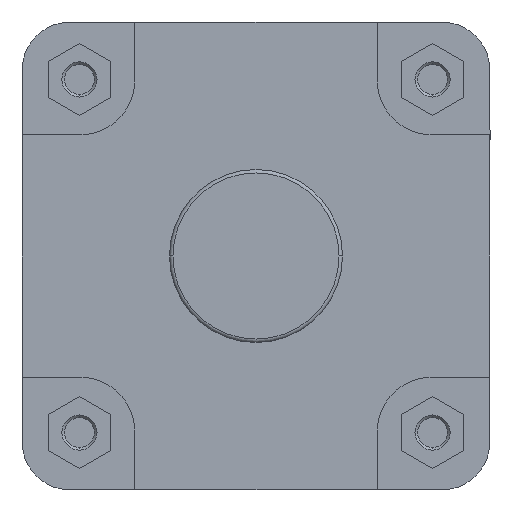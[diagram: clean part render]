
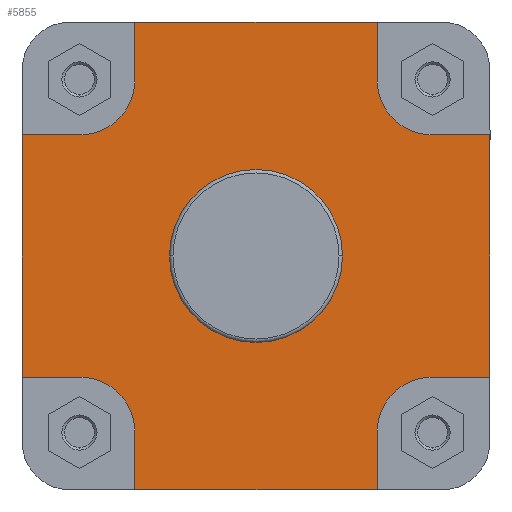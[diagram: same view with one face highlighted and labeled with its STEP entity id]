
A CAD part, left-side view. The second image highlights one B-rep face of the part: STEP entity #5855.
In plain terms, the highlighted planar face has unit normal (-1, 0, 0).
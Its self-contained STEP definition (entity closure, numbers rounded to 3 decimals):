
#299 = CARTESIAN_POINT ( 'NONE',  ( 14., 101., 70. ) ) ;
#300 = CARTESIAN_POINT ( 'NONE',  ( 14., -70., -101. ) ) ;
#309 = CARTESIAN_POINT ( 'NONE',  ( 14., 70., 135. ) ) ;
#311 = CARTESIAN_POINT ( 'NONE',  ( 14., 135., -70. ) ) ;
#321 = CARTESIAN_POINT ( 'NONE',  ( 14., -101., -70. ) ) ;
#322 = CARTESIAN_POINT ( 'NONE',  ( 14., 70., -101. ) ) ;
#323 = CARTESIAN_POINT ( 'NONE',  ( 14., 101., -70. ) ) ;
#327 = CARTESIAN_POINT ( 'NONE',  ( 14., -70., 101. ) ) ;
#328 = CARTESIAN_POINT ( 'NONE',  ( 14., -70., -135. ) ) ;
#336 = CARTESIAN_POINT ( 'NONE',  ( 14., -135., 70. ) ) ;
#337 = CARTESIAN_POINT ( 'NONE',  ( 14., 70., -135. ) ) ;
#338 = CARTESIAN_POINT ( 'NONE',  ( 14., 135., 70. ) ) ;
#339 = CARTESIAN_POINT ( 'NONE',  ( 14., -101., 70. ) ) ;
#345 = CARTESIAN_POINT ( 'NONE',  ( 14., -70., 135. ) ) ;
#346 = CARTESIAN_POINT ( 'NONE',  ( 14., -135., -70. ) ) ;
#357 = CARTESIAN_POINT ( 'NONE',  ( 14., 70., 101. ) ) ;
#372 = CARTESIAN_POINT ( 'NONE',  ( 14., -49.9, 0. ) ) ;
#1081 = CARTESIAN_POINT ( 'NONE',  ( 14., 49.9, 0. ) ) ;
#1082 = PLANE ( 'NONE',  #6501 ) ;
#1083 = DIRECTION ( 'NONE',  ( 1., 0., 0. ) ) ;
#1084 = DIRECTION ( 'NONE',  ( 0., 1., 0. ) ) ;
#1488 = FACE_BOUND ( 'NONE', #2766, .T. ) ;
#1491 = FACE_OUTER_BOUND ( 'NONE', #2812, .T. ) ;
#2548 = CARTESIAN_POINT ( 'NONE',  ( 14., 49.9, 0. ) ) ;
#2766 = EDGE_LOOP ( 'NONE', ( #3143, #3142 ) ) ;
#2812 = EDGE_LOOP ( 'NONE', ( #3141, #3140, #3139, #3138, #3137, #3136, #3135, #3134, #3133, #3132, #3131, #3130, #3129, #3128, #3127, #3126 ) ) ;
#3126 = ORIENTED_EDGE ( 'NONE', *, *, #4163, .F. ) ;
#3127 = ORIENTED_EDGE ( 'NONE', *, *, #4177, .F. ) ;
#3128 = ORIENTED_EDGE ( 'NONE', *, *, #4313, .F. ) ;
#3129 = ORIENTED_EDGE ( 'NONE', *, *, #4228, .F. ) ;
#3130 = ORIENTED_EDGE ( 'NONE', *, *, #4162, .F. ) ;
#3131 = ORIENTED_EDGE ( 'NONE', *, *, #4155, .F. ) ;
#3132 = ORIENTED_EDGE ( 'NONE', *, *, #4365, .F. ) ;
#3133 = ORIENTED_EDGE ( 'NONE', *, *, #4373, .F. ) ;
#3134 = ORIENTED_EDGE ( 'NONE', *, *, #4375, .F. ) ;
#3135 = ORIENTED_EDGE ( 'NONE', *, *, #4377, .T. ) ;
#3136 = ORIENTED_EDGE ( 'NONE', *, *, #4362, .F. ) ;
#3137 = ORIENTED_EDGE ( 'NONE', *, *, #4382, .F. ) ;
#3138 = ORIENTED_EDGE ( 'NONE', *, *, #4246, .F. ) ;
#3139 = ORIENTED_EDGE ( 'NONE', *, *, #4248, .T. ) ;
#3140 = ORIENTED_EDGE ( 'NONE', *, *, #4249, .F. ) ;
#3141 = ORIENTED_EDGE ( 'NONE', *, *, #4239, .F. ) ;
#3142 = ORIENTED_EDGE ( 'NONE', *, *, #4238, .F. ) ;
#3143 = ORIENTED_EDGE ( 'NONE', *, *, #4412, .F. ) ;
#3304 = LINE ( 'NONE', #6773, #3317 ) ;
#3317 = VECTOR ( 'NONE', #6795, 1000. ) ;
#3321 = LINE ( 'NONE', #4814, #3329 ) ;
#3329 = VECTOR ( 'NONE', #7220, 1000. ) ;
#3331 = LINE ( 'NONE', #4125, #3332 ) ;
#3332 = VECTOR ( 'NONE', #4127, 1000. ) ;
#3353 = VECTOR ( 'NONE', #6009, 1000. ) ;
#3356 = LINE ( 'NONE', #4116, #3353 ) ;
#3446 = CIRCLE ( 'NONE', #6196, 31. ) ;
#3461 = CIRCLE ( 'NONE', #6204, 49.9 ) ;
#3463 = CIRCLE ( 'NONE', #6205, 31. ) ;
#3470 = LINE ( 'NONE', #5502, #3479 ) ;
#3473 = LINE ( 'NONE', #5487, #3474 ) ;
#3474 = VECTOR ( 'NONE', #5494, 1000. ) ;
#3477 = LINE ( 'NONE', #5500, #3478 ) ;
#3478 = VECTOR ( 'NONE', #5499, 1000. ) ;
#3479 = VECTOR ( 'NONE', #5553, 1000. ) ;
#3582 = LINE ( 'NONE', #5425, #3583 ) ;
#3583 = VECTOR ( 'NONE', #5332, 1000. ) ;
#3652 = LINE ( 'NONE', #5143, #3666 ) ;
#3655 = LINE ( 'NONE', #5113, #3661 ) ;
#3661 = VECTOR ( 'NONE', #5116, 1000. ) ;
#3666 = VECTOR ( 'NONE', #5149, 1000. ) ;
#3667 = LINE ( 'NONE', #5431, #3679 ) ;
#3678 = LINE ( 'NONE', #5417, #3681 ) ;
#3679 = VECTOR ( 'NONE', #5188, 1000. ) ;
#3680 = CIRCLE ( 'NONE', #6265, 31. ) ;
#3681 = VECTOR ( 'NONE', #5423, 1000. ) ;
#3694 = CIRCLE ( 'NONE', #6272, 31. ) ;
#3746 = CIRCLE ( 'NONE', #6276, 49.9 ) ;
#4116 = CARTESIAN_POINT ( 'NONE',  ( 14., 135., 0. ) ) ;
#4125 = CARTESIAN_POINT ( 'NONE',  ( 14., 101., -70. ) ) ;
#4127 = DIRECTION ( 'NONE',  ( 0., 1., 0. ) ) ;
#4155 = EDGE_CURVE ( 'NONE', #4994, #5030, #3304, .T. ) ;
#4162 = EDGE_CURVE ( 'NONE', #5042, #4994, #3321, .T. ) ;
#4163 = EDGE_CURVE ( 'NONE', #5008, #4996, #3331, .T. ) ;
#4177 = EDGE_CURVE ( 'NONE', #4996, #5023, #3356, .T. ) ;
#4228 = EDGE_CURVE ( 'NONE', #4984, #5042, #3446, .T. ) ;
#4238 = EDGE_CURVE ( 'NONE', #6777, #5621, #3461, .T. ) ;
#4239 = EDGE_CURVE ( 'NONE', #5007, #5008, #3463, .T. ) ;
#4246 = EDGE_CURVE ( 'NONE', #4985, #5013, #3473, .T. ) ;
#4248 = EDGE_CURVE ( 'NONE', #5022, #5013, #3477, .T. ) ;
#4249 = EDGE_CURVE ( 'NONE', #5022, #5007, #3470, .T. ) ;
#4313 = EDGE_CURVE ( 'NONE', #5023, #4984, #3582, .T. ) ;
#4362 = EDGE_CURVE ( 'NONE', #5031, #5006, #3655, .T. ) ;
#4365 = EDGE_CURVE ( 'NONE', #5030, #5012, #3652, .T. ) ;
#4373 = EDGE_CURVE ( 'NONE', #5012, #5024, #3680, .T. ) ;
#4375 = EDGE_CURVE ( 'NONE', #5024, #5021, #3667, .T. ) ;
#4377 = EDGE_CURVE ( 'NONE', #5031, #5021, #3678, .T. ) ;
#4382 = EDGE_CURVE ( 'NONE', #5006, #4985, #3694, .T. ) ;
#4412 = EDGE_CURVE ( 'NONE', #5621, #6777, #3746, .T. ) ;
#4814 = CARTESIAN_POINT ( 'NONE',  ( 14., 70., 101. ) ) ;
#4984 = VERTEX_POINT ( 'NONE', #299 ) ;
#4985 = VERTEX_POINT ( 'NONE', #300 ) ;
#4994 = VERTEX_POINT ( 'NONE', #309 ) ;
#4996 = VERTEX_POINT ( 'NONE', #311 ) ;
#5006 = VERTEX_POINT ( 'NONE', #321 ) ;
#5007 = VERTEX_POINT ( 'NONE', #322 ) ;
#5008 = VERTEX_POINT ( 'NONE', #323 ) ;
#5012 = VERTEX_POINT ( 'NONE', #327 ) ;
#5013 = VERTEX_POINT ( 'NONE', #328 ) ;
#5021 = VERTEX_POINT ( 'NONE', #336 ) ;
#5022 = VERTEX_POINT ( 'NONE', #337 ) ;
#5023 = VERTEX_POINT ( 'NONE', #338 ) ;
#5024 = VERTEX_POINT ( 'NONE', #339 ) ;
#5030 = VERTEX_POINT ( 'NONE', #345 ) ;
#5031 = VERTEX_POINT ( 'NONE', #346 ) ;
#5042 = VERTEX_POINT ( 'NONE', #357 ) ;
#5069 = DIRECTION ( 'NONE',  ( -1., 0., 0. ) ) ;
#5113 = CARTESIAN_POINT ( 'NONE',  ( 14., -135., -70. ) ) ;
#5116 = DIRECTION ( 'NONE',  ( 0., 1., 0. ) ) ;
#5139 = CARTESIAN_POINT ( 'NONE',  ( 14., -101., -101. ) ) ;
#5143 = CARTESIAN_POINT ( 'NONE',  ( 14., -70., 135. ) ) ;
#5144 = DIRECTION ( 'NONE',  ( 0., -1., 0. ) ) ;
#5145 = DIRECTION ( 'NONE',  ( -1., 0., 0. ) ) ;
#5149 = DIRECTION ( 'NONE',  ( 0., 0., -1. ) ) ;
#5161 = DIRECTION ( 'NONE',  ( 0., 0., -1. ) ) ;
#5170 = CARTESIAN_POINT ( 'NONE',  ( 14., -101., 101. ) ) ;
#5188 = DIRECTION ( 'NONE',  ( 0., -1., 0. ) ) ;
#5332 = DIRECTION ( 'NONE',  ( 0., -1., 0. ) ) ;
#5372 = DIRECTION ( 'NONE',  ( 0., -1., 0. ) ) ;
#5373 = DIRECTION ( 'NONE',  ( -1., 0., 0. ) ) ;
#5403 = CARTESIAN_POINT ( 'NONE',  ( 14., 0., 0. ) ) ;
#5417 = CARTESIAN_POINT ( 'NONE',  ( 14., -135., 0. ) ) ;
#5423 = DIRECTION ( 'NONE',  ( 0., 0., 1. ) ) ;
#5425 = CARTESIAN_POINT ( 'NONE',  ( 14., 135., 70. ) ) ;
#5431 = CARTESIAN_POINT ( 'NONE',  ( 14., -101., 70. ) ) ;
#5484 = DIRECTION ( 'NONE',  ( 0., 0., 1. ) ) ;
#5487 = CARTESIAN_POINT ( 'NONE',  ( 14., -70., -101. ) ) ;
#5494 = DIRECTION ( 'NONE',  ( 0., 0., -1. ) ) ;
#5499 = DIRECTION ( 'NONE',  ( 0., -1., 0. ) ) ;
#5500 = CARTESIAN_POINT ( 'NONE',  ( 14., -297.141, -135. ) ) ;
#5502 = CARTESIAN_POINT ( 'NONE',  ( 14., 70., -135. ) ) ;
#5524 = DIRECTION ( 'NONE',  ( 0., -1., 0. ) ) ;
#5538 = DIRECTION ( 'NONE',  ( -1., 0., 0. ) ) ;
#5541 = DIRECTION ( 'NONE',  ( 0., 1., 0. ) ) ;
#5553 = DIRECTION ( 'NONE',  ( 0., 0., 1. ) ) ;
#5567 = CARTESIAN_POINT ( 'NONE',  ( 14., 101., 101. ) ) ;
#5568 = CARTESIAN_POINT ( 'NONE',  ( 14., 101., -101. ) ) ;
#5570 = CARTESIAN_POINT ( 'NONE',  ( 14., 0., 0. ) ) ;
#5571 = DIRECTION ( 'NONE',  ( -1., 0., 0. ) ) ;
#5587 = DIRECTION ( 'NONE',  ( -1., 0., 0. ) ) ;
#5621 = VERTEX_POINT ( 'NONE', #372 ) ;
#5855 = ADVANCED_FACE ( 'NONE', ( #1488, #1491 ), #1082, .F. ) ;
#6009 = DIRECTION ( 'NONE',  ( 0., 0., 1. ) ) ;
#6196 = AXIS2_PLACEMENT_3D ( 'NONE', #5567, #5571, #5484 ) ;
#6204 = AXIS2_PLACEMENT_3D ( 'NONE', #5570, #5587, #5524 ) ;
#6205 = AXIS2_PLACEMENT_3D ( 'NONE', #5568, #5538, #5541 ) ;
#6265 = AXIS2_PLACEMENT_3D ( 'NONE', #5170, #5145, #5144 ) ;
#6272 = AXIS2_PLACEMENT_3D ( 'NONE', #5139, #5069, #5161 ) ;
#6276 = AXIS2_PLACEMENT_3D ( 'NONE', #5403, #5373, #5372 ) ;
#6501 = AXIS2_PLACEMENT_3D ( 'NONE', #1081, #1083, #1084 ) ;
#6773 = CARTESIAN_POINT ( 'NONE',  ( 14., -297.141, 135. ) ) ;
#6777 = VERTEX_POINT ( 'NONE', #2548 ) ;
#6795 = DIRECTION ( 'NONE',  ( 0., -1., 0. ) ) ;
#7220 = DIRECTION ( 'NONE',  ( 0., 0., 1. ) ) ;
